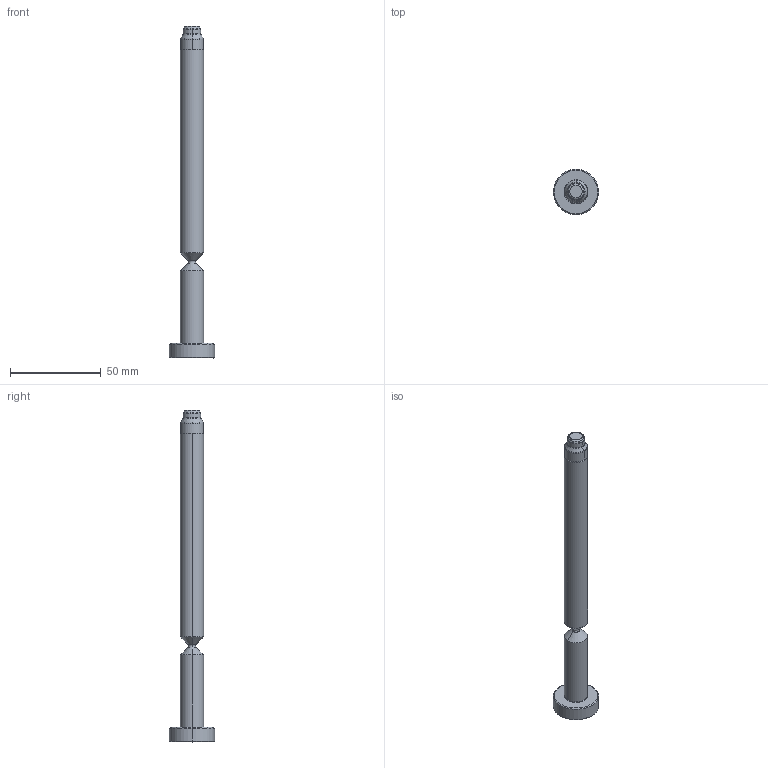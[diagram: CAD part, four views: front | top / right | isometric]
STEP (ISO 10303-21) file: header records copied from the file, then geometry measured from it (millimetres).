
FILE_DESCRIPTION(('Creo Elements/Direct Modeling STEP Export'),'2;1');
FILE_NAME('SM20004-010-260 Pos. 480.stp','2023-01-30T 8:01:21',(''),(''),'PTC Creo Elements/Direct Modeling STEP processor for AP214 (Solid Model)','PTC Creo Elements/Direct Modeling 19.0E 27-Jun-2016 (C) Parametric Technology GmbH','');
FILE_SCHEMA(('AUTOMOTIVE_DESIGN { 1 0 10303 214 1 1 1 1 }'));
Length unit declared in the file: millimetre
Products named in the file (1): Führungsstift
Bounding box: 25 x 25 x 183 mm (x, y, z)
Volume: 25353.8 mm3; surface area: 8420.1 mm2
Topology: 1 solids, 1 shells, 39 faces, 84 edges, 48 vertices
Faces by surface type: cone 14, torus 12, cylinder 10, plane 3
Entity records: 948 total; most frequent: DIRECTION 168, ORIENTED_EDGE 168, CARTESIAN_POINT 144, EDGE_CURVE 84, AXIS2_PLACEMENT_3D 72, VERTEX_POINT 48, EDGE_LOOP 40, FACE_OUTER_BOUND 39
